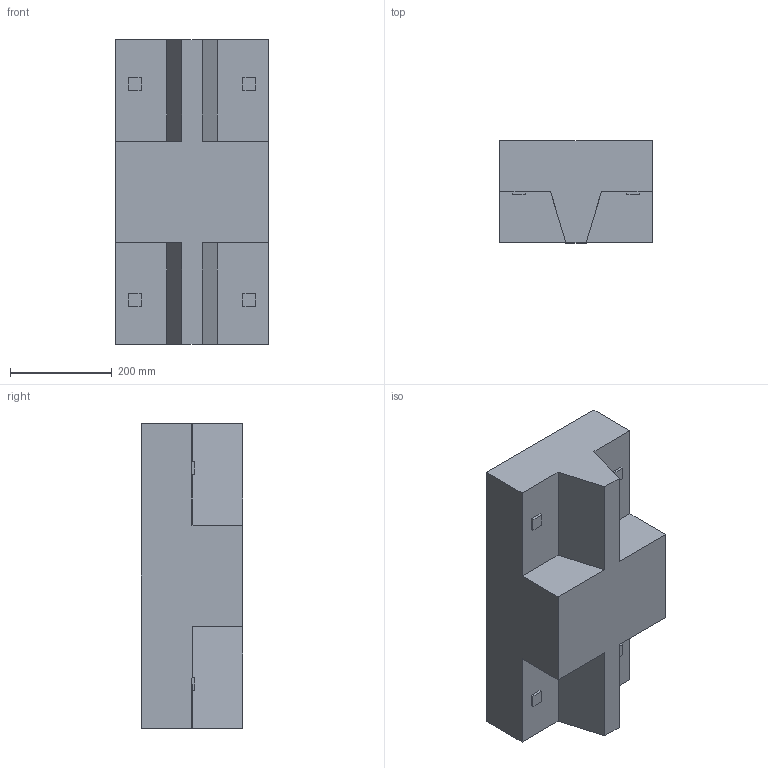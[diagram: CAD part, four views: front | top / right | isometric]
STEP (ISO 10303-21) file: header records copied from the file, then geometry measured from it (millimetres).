
FILE_DESCRIPTION (( 'STEP AP203' ), '1' );
FILE_NAME ('body_Default_sldprt.STEP', '2018-09-13T08:51:52', ( '' ), ( '' ), 'SwSTEP 2.0', 'SolidWorks 2017', '' );
FILE_SCHEMA (( 'CONFIG_CONTROL_DESIGN' ));
Length unit declared in the file: millimetre
Products named in the file (1): body_Default_sldprt
Bounding box: 300 x 200 x 600 mm (x, y, z)
Volume: 26812500 mm3; surface area: 701522.5 mm2
Topology: 1 solids, 1 shells, 38 faces, 96 edges, 64 vertices
Faces by surface type: plane 38
Entity records: 1197 total; most frequent: CARTESIAN_POINT 199, ORIENTED_EDGE 192, DIRECTION 174, LINE 96, EDGE_CURVE 96, VECTOR 96, VERTEX_POINT 64, EDGE_LOOP 42
